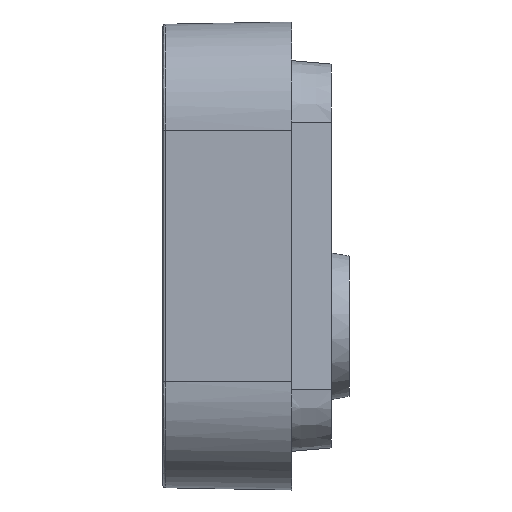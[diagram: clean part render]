
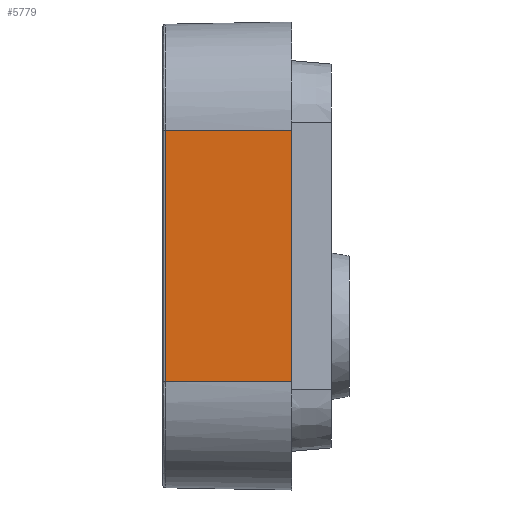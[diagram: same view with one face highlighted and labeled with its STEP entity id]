
A CAD part, left-side view. The second image highlights one B-rep face of the part: STEP entity #5779.
In plain terms, the highlighted planar face has unit normal (-1, 0.018, 0).
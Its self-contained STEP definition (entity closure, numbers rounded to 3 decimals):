
#564 = EDGE_CURVE ( 'NONE', #5987, #12952, #7448, .T. ) ;
#1558 = ORIENTED_EDGE ( 'NONE', *, *, #8145, .F. ) ;
#1952 = VECTOR ( 'NONE', #4362, 1000. ) ;
#2208 = FACE_OUTER_BOUND ( 'NONE', #7721, .T. ) ;
#2954 = CARTESIAN_POINT ( 'NONE',  ( -350., -110., -47.5 ) ) ;
#3439 = DIRECTION ( 'NONE',  ( -0.017, -1., 0. ) ) ;
#3861 = CARTESIAN_POINT ( 'NONE',  ( -348.114, -1.965, -47.5 ) ) ;
#4111 = EDGE_CURVE ( 'NONE', #16979, #9400, #12848, .T. ) ;
#4362 = DIRECTION ( 'NONE',  ( -0.017, -1., 0. ) ) ;
#4376 = CARTESIAN_POINT ( 'NONE',  ( -350., -110., -47.5 ) ) ;
#4553 = CARTESIAN_POINT ( 'NONE',  ( -348.114, -1.965, 167.5 ) ) ;
#4908 = VECTOR ( 'NONE', #13147, 1000. ) ;
#5603 = ORIENTED_EDGE ( 'NONE', *, *, #4111, .T. ) ;
#5745 = DIRECTION ( 'NONE',  ( 0., 0., -1. ) ) ;
#5779 = ADVANCED_FACE ( 'NONE', ( #2208 ), #15110, .T. ) ;
#5987 = VERTEX_POINT ( 'NONE', #4376 ) ;
#7448 = LINE ( 'NONE', #14373, #4908 ) ;
#7721 = EDGE_LOOP ( 'NONE', ( #1558, #5603, #9031, #16375 ) ) ;
#7737 = CARTESIAN_POINT ( 'NONE',  ( -350., -110., 167.5 ) ) ;
#8145 = EDGE_CURVE ( 'NONE', #16979, #12952, #10627, .T. ) ;
#8832 = LINE ( 'NONE', #2954, #1952 ) ;
#9031 = ORIENTED_EDGE ( 'NONE', *, *, #15221, .T. ) ;
#9135 = CARTESIAN_POINT ( 'NONE',  ( -350., -110., -47.5 ) ) ;
#9231 = DIRECTION ( 'NONE',  ( -1., 0.017, 0. ) ) ;
#9400 = VERTEX_POINT ( 'NONE', #3861 ) ;
#10536 = VECTOR ( 'NONE', #5745, 1000. ) ;
#10627 = LINE ( 'NONE', #7737, #10857 ) ;
#10857 = VECTOR ( 'NONE', #3439, 1000. ) ;
#11246 = CARTESIAN_POINT ( 'NONE',  ( -348.114, -1.965, -47.5 ) ) ;
#12848 = LINE ( 'NONE', #11246, #10536 ) ;
#12952 = VERTEX_POINT ( 'NONE', #18169 ) ;
#13147 = DIRECTION ( 'NONE',  ( 0., 0., 1. ) ) ;
#14373 = CARTESIAN_POINT ( 'NONE',  ( -350., -110., -47.5 ) ) ;
#15110 = PLANE ( 'NONE',  #15924 ) ;
#15221 = EDGE_CURVE ( 'NONE', #9400, #5987, #8832, .T. ) ;
#15924 = AXIS2_PLACEMENT_3D ( 'NONE', #9135, #9231, #16511 ) ;
#16375 = ORIENTED_EDGE ( 'NONE', *, *, #564, .T. ) ;
#16511 = DIRECTION ( 'NONE',  ( -0.017, -1., 0. ) ) ;
#16979 = VERTEX_POINT ( 'NONE', #4553 ) ;
#18169 = CARTESIAN_POINT ( 'NONE',  ( -350., -110., 167.5 ) ) ;
